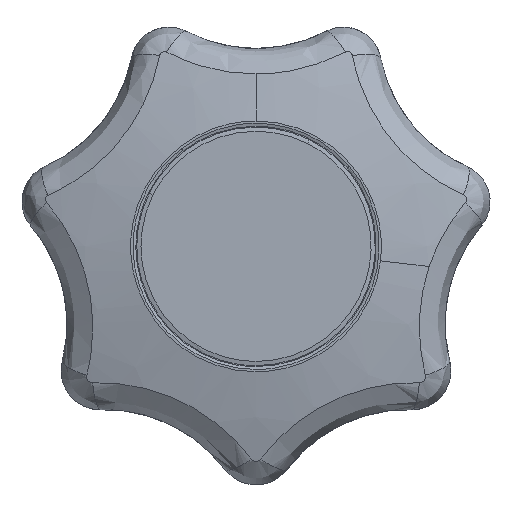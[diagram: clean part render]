
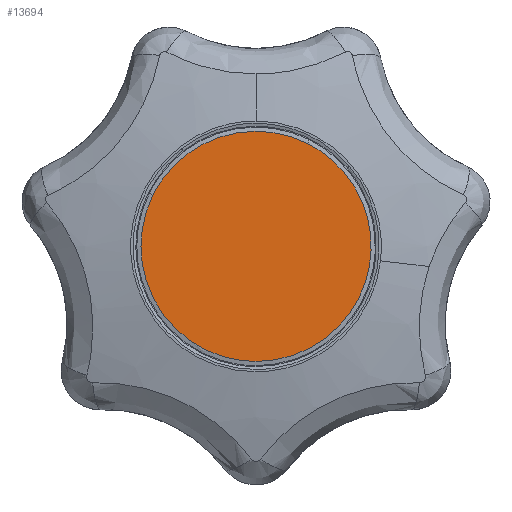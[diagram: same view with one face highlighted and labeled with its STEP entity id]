
A CAD part, front view. The second image highlights one B-rep face of the part: STEP entity #13694.
In plain terms, the highlighted free-form (B-spline) face has degree [1, 1] with [2, 2] control points.
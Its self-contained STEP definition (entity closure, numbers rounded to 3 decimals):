
#3676=CARTESIAN_POINT('',(-10.783,-34.974,5.409));
#3677=VERTEX_POINT('',#3676);
#3678=CARTESIAN_POINT('',(0.0,-34.974,-12.064));
#3679=VERTEX_POINT('',#3678);
#3680=CARTESIAN_POINT('',(-10.783,-34.974,5.409));
#3681=CARTESIAN_POINT('',(-12.064,-34.974,2.856));
#3682=CARTESIAN_POINT('',(-12.064,-34.974,0.0));
#3683=CARTESIAN_POINT('',(-12.064,-34.974,-12.064));
#3684=CARTESIAN_POINT('',(0.0,-34.974,-12.064));
#3692=(BOUNDED_CURVE()B_SPLINE_CURVE(2,(#3680,#3681,#3682,#3683,#3684),.UNSPECIFIED.,.F.,.U.)B_SPLINE_CURVE_WITH_KNOTS((3,2,3),(0.174,0.25,0.5),.UNSPECIFIED.)CURVE()GEOMETRIC_REPRESENTATION_ITEM()RATIONAL_B_SPLINE_CURVE((0.876,0.911,1.0,0.707,1.0))REPRESENTATION_ITEM(''));
#3693=EDGE_CURVE('',#3677,#3679,#3692,.T.);
#3744=CARTESIAN_POINT('',(5.409,-34.974,10.783));
#3745=VERTEX_POINT('',#3744);
#3759=CARTESIAN_POINT('',(0.0,-34.974,-12.064));
#3760=CARTESIAN_POINT('',(12.064,-34.974,-12.064));
#3761=CARTESIAN_POINT('',(12.064,-34.974,0.0));
#3762=CARTESIAN_POINT('',(12.064,-34.974,7.445));
#3763=CARTESIAN_POINT('',(5.409,-34.974,10.783));
#3771=(BOUNDED_CURVE()B_SPLINE_CURVE(2,(#3759,#3760,#3761,#3762,#3763),.UNSPECIFIED.,.F.,.U.)B_SPLINE_CURVE_WITH_KNOTS((3,2,3),(0.5,0.75,0.924),.UNSPECIFIED.)CURVE()GEOMETRIC_REPRESENTATION_ITEM()RATIONAL_B_SPLINE_CURVE((1.0,0.707,1.0,0.796,0.876))REPRESENTATION_ITEM(''));
#3772=EDGE_CURVE('',#3679,#3745,#3771,.T.);
#3794=CARTESIAN_POINT('',(0.0,-34.974,12.064));
#3795=VERTEX_POINT('',#3794);
#3796=CARTESIAN_POINT('',(0.0,-34.974,12.064));
#3797=CARTESIAN_POINT('',(-7.445,-34.974,12.064));
#3798=CARTESIAN_POINT('',(-10.783,-34.974,5.409));
#3806=(BOUNDED_CURVE()B_SPLINE_CURVE(2,(#3796,#3797,#3798),.UNSPECIFIED.,.F.,.U.)B_SPLINE_CURVE_WITH_KNOTS((3,3),(0.0,0.174),.UNSPECIFIED.)CURVE()GEOMETRIC_REPRESENTATION_ITEM()RATIONAL_B_SPLINE_CURVE((1.0,0.796,0.876))REPRESENTATION_ITEM(''));
#3807=EDGE_CURVE('',#3795,#3677,#3806,.T.);
#3809=CARTESIAN_POINT('',(5.409,-34.974,10.783));
#3810=CARTESIAN_POINT('',(2.856,-34.974,12.064));
#3811=CARTESIAN_POINT('',(0.0,-34.974,12.064));
#3819=(BOUNDED_CURVE()B_SPLINE_CURVE(2,(#3809,#3810,#3811),.UNSPECIFIED.,.F.,.U.)B_SPLINE_CURVE_WITH_KNOTS((3,3),(0.924,1.0),.UNSPECIFIED.)CURVE()GEOMETRIC_REPRESENTATION_ITEM()RATIONAL_B_SPLINE_CURVE((0.876,0.911,1.0))REPRESENTATION_ITEM(''));
#3820=EDGE_CURVE('',#3745,#3795,#3819,.T.);
#13683=CARTESIAN_POINT('',(-13.268,-34.974,13.269));
#13684=CARTESIAN_POINT('',(13.261,-34.974,13.269));
#13685=CARTESIAN_POINT('',(-13.268,-34.974,-13.269));
#13686=CARTESIAN_POINT('',(13.261,-34.974,-13.269));
#13687=B_SPLINE_SURFACE_WITH_KNOTS('',1,1,((#13683,#13685),(#13684,#13686)),.UNSPECIFIED.,.F.,.F.,.U.,(2,2),(2,2),(0.0,26.53),(0.0,26.539),.UNSPECIFIED.);
#13688=ORIENTED_EDGE('',*,*,#3807,.T.);
#13689=ORIENTED_EDGE('',*,*,#3693,.T.);
#13690=ORIENTED_EDGE('',*,*,#3772,.T.);
#13691=ORIENTED_EDGE('',*,*,#3820,.T.);
#13692=EDGE_LOOP('',(#13688,#13689,#13690,#13691));
#13693=FACE_OUTER_BOUND('',#13692,.T.);
#13694=ADVANCED_FACE('',(#13693),#13687,.F.);
